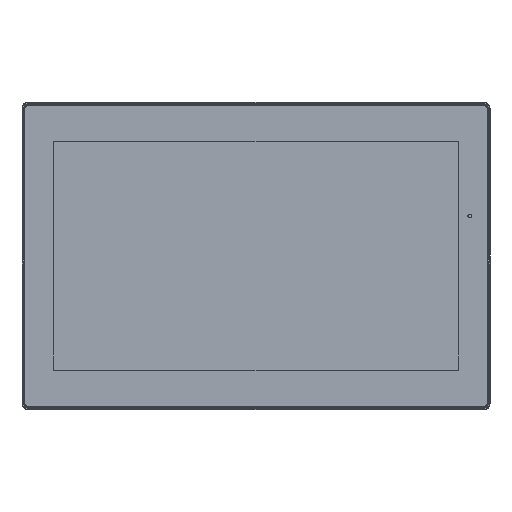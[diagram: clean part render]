
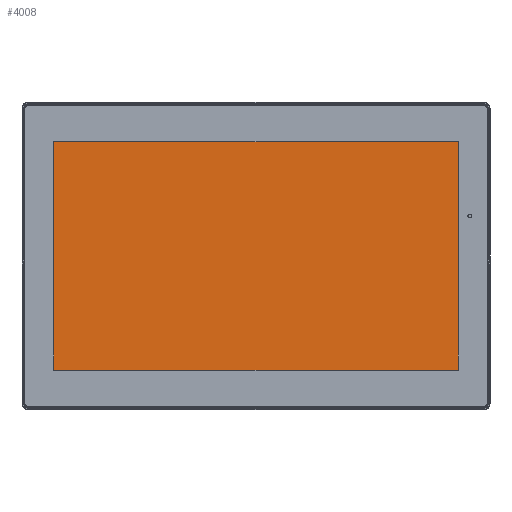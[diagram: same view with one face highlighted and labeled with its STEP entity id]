
A CAD part, top view. The second image highlights one B-rep face of the part: STEP entity #4008.
In plain terms, the highlighted planar face has unit normal (0, 0, 1).
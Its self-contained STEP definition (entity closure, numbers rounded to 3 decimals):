
#4008 = ADVANCED_FACE ( 'NONE', ( #54001 ), #58383, .T. ) ;
#5417 = EDGE_CURVE ( 'NONE', #11018, #66514, #38357, .T. ) ;
#11018 = VERTEX_POINT ( 'NONE', #70022 ) ;
#12520 = CARTESIAN_POINT ( 'NONE',  ( 0., 97.525, 5.9 ) ) ;
#13586 = VECTOR ( 'NONE', #25381, 1000. ) ;
#14579 = ORIENTED_EDGE ( 'NONE', *, *, #58091, .T. ) ;
#19743 = CARTESIAN_POINT ( 'NONE',  ( 172.775, -97.455, 5.9 ) ) ;
#24103 = ORIENTED_EDGE ( 'NONE', *, *, #5417, .T. ) ;
#24868 = DIRECTION ( 'NONE',  ( -1., 0., 0. ) ) ;
#25381 = DIRECTION ( 'NONE',  ( 0., 1., 0. ) ) ;
#29319 = DIRECTION ( 'NONE',  ( 0., 0., 1. ) ) ;
#30852 = LINE ( 'NONE', #12520, #64118 ) ;
#33563 = DIRECTION ( 'NONE',  ( 0., -1., 0. ) ) ;
#37351 = LINE ( 'NONE', #67177, #13586 ) ;
#38026 = VERTEX_POINT ( 'NONE', #74032 ) ;
#38357 = LINE ( 'NONE', #69349, #40062 ) ;
#40062 = VECTOR ( 'NONE', #33563, 1000. ) ;
#42363 = ORIENTED_EDGE ( 'NONE', *, *, #55473, .T. ) ;
#45814 = LINE ( 'NONE', #74784, #78688 ) ;
#50555 = DIRECTION ( 'NONE',  ( 1., 0., 0. ) ) ;
#51413 = VERTEX_POINT ( 'NONE', #19743 ) ;
#52821 = DIRECTION ( 'NONE',  ( 1., 0., 0. ) ) ;
#54001 = FACE_OUTER_BOUND ( 'NONE', #71319, .T. ) ;
#55473 = EDGE_CURVE ( 'NONE', #51413, #38026, #37351, .T. ) ;
#58091 = EDGE_CURVE ( 'NONE', #66514, #51413, #45814, .T. ) ;
#58383 = PLANE ( 'NONE',  #69430 ) ;
#58776 = CARTESIAN_POINT ( 'NONE',  ( 0., 0.035, 5.9 ) ) ;
#59771 = ORIENTED_EDGE ( 'NONE', *, *, #67854, .T. ) ;
#64118 = VECTOR ( 'NONE', #24868, 1000. ) ;
#66514 = VERTEX_POINT ( 'NONE', #68897 ) ;
#67177 = CARTESIAN_POINT ( 'NONE',  ( 172.775, 0.035, 5.9 ) ) ;
#67854 = EDGE_CURVE ( 'NONE', #38026, #11018, #30852, .T. ) ;
#68897 = CARTESIAN_POINT ( 'NONE',  ( -172.775, -97.455, 5.9 ) ) ;
#69349 = CARTESIAN_POINT ( 'NONE',  ( -172.775, 0.035, 5.9 ) ) ;
#69430 = AXIS2_PLACEMENT_3D ( 'NONE', #58776, #29319, #52821 ) ;
#70022 = CARTESIAN_POINT ( 'NONE',  ( -172.775, 97.525, 5.9 ) ) ;
#71319 = EDGE_LOOP ( 'NONE', ( #14579, #42363, #59771, #24103 ) ) ;
#74032 = CARTESIAN_POINT ( 'NONE',  ( 172.775, 97.525, 5.9 ) ) ;
#74784 = CARTESIAN_POINT ( 'NONE',  ( 0., -97.455, 5.9 ) ) ;
#78688 = VECTOR ( 'NONE', #50555, 1000. ) ;
